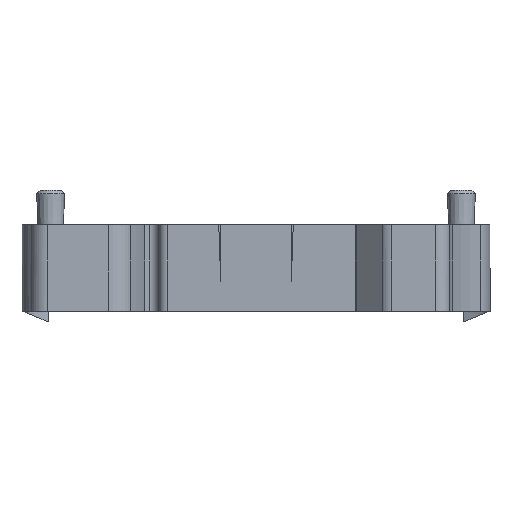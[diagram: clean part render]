
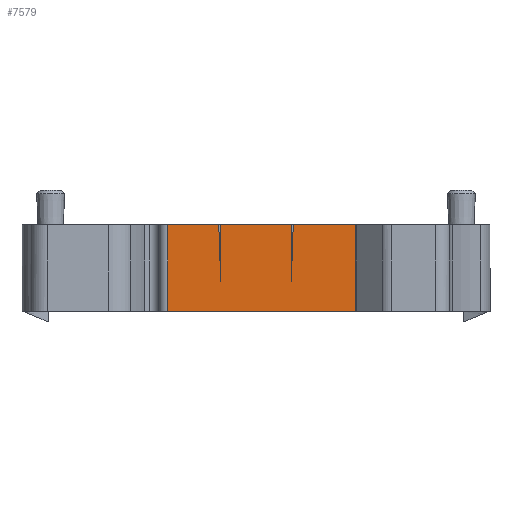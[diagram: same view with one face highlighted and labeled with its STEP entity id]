
A CAD part, front view. The second image highlights one B-rep face of the part: STEP entity #7579.
In plain terms, the highlighted planar face has unit normal (0, -1, 0).
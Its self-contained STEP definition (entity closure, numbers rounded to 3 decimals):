
#89 = ORIENTED_EDGE ( 'NONE', *, *, #7311, .F. ) ;
#455 = EDGE_CURVE ( 'NONE', #17042, #4264, #5837, .T. ) ;
#507 = LINE ( 'NONE', #1918, #11361 ) ;
#728 = LINE ( 'NONE', #3519, #12012 ) ;
#1918 = CARTESIAN_POINT ( 'NONE',  ( 2.037, -1., 1.75 ) ) ;
#2265 = ORIENTED_EDGE ( 'NONE', *, *, #16051, .F. ) ;
#2811 = DIRECTION ( 'NONE',  ( 0., 0., -1. ) ) ;
#3170 = DIRECTION ( 'NONE',  ( 1., 0., 0. ) ) ;
#3288 = VERTEX_POINT ( 'NONE', #7213 ) ;
#3334 = EDGE_CURVE ( 'NONE', #12314, #16056, #14708, .T. ) ;
#3428 = ORIENTED_EDGE ( 'NONE', *, *, #15986, .F. ) ;
#3474 = VECTOR ( 'NONE', #15619, 1000. ) ;
#3519 = CARTESIAN_POINT ( 'NONE',  ( 10.368, -1., 0. ) ) ;
#4110 = EDGE_CURVE ( 'NONE', #4264, #12314, #507, .T. ) ;
#4220 = VERTEX_POINT ( 'NONE', #10672 ) ;
#4264 = VERTEX_POINT ( 'NONE', #17725 ) ;
#4449 = CARTESIAN_POINT ( 'NONE',  ( -5.105, -1., 5. ) ) ;
#4603 = CARTESIAN_POINT ( 'NONE',  ( 6.332, -1., 5. ) ) ;
#5353 = ORIENTED_EDGE ( 'NONE', *, *, #4110, .F. ) ;
#5658 = CARTESIAN_POINT ( 'NONE',  ( 6.332, -1., 0. ) ) ;
#5775 = LINE ( 'NONE', #11256, #13208 ) ;
#5837 = LINE ( 'NONE', #8317, #13271 ) ;
#5955 = DIRECTION ( 'NONE',  ( 0., 0., 1. ) ) ;
#6043 = DIRECTION ( 'NONE',  ( -1., 0., 0. ) ) ;
#6132 = ORIENTED_EDGE ( 'NONE', *, *, #455, .F. ) ;
#6259 = LINE ( 'NONE', #17067, #16587 ) ;
#6469 = LINE ( 'NONE', #8918, #17218 ) ;
#6740 = VERTEX_POINT ( 'NONE', #11203 ) ;
#7213 = CARTESIAN_POINT ( 'NONE',  ( -2.037, -1., 1.75 ) ) ;
#7311 = EDGE_CURVE ( 'NONE', #14328, #15529, #14430, .T. ) ;
#7386 = ORIENTED_EDGE ( 'NONE', *, *, #9165, .F. ) ;
#7390 = PLANE ( 'NONE',  #11217 ) ;
#7579 = ADVANCED_FACE ( 'NONE', ( #11979 ), #7390, .F. ) ;
#7657 = ORIENTED_EDGE ( 'NONE', *, *, #3334, .F. ) ;
#8317 = CARTESIAN_POINT ( 'NONE',  ( 2.037, -1., 5. ) ) ;
#8714 = LINE ( 'NONE', #11616, #16159 ) ;
#8918 = CARTESIAN_POINT ( 'NONE',  ( -2.15, -1., 5. ) ) ;
#9165 = EDGE_CURVE ( 'NONE', #16056, #17015, #5775, .T. ) ;
#9891 = EDGE_CURVE ( 'NONE', #17015, #4220, #728, .T. ) ;
#10622 = EDGE_CURVE ( 'NONE', #4220, #14328, #13950, .T. ) ;
#10672 = CARTESIAN_POINT ( 'NONE',  ( -5.105, -1., 0. ) ) ;
#11067 = DIRECTION ( 'NONE',  ( 1., 0., 0. ) ) ;
#11203 = CARTESIAN_POINT ( 'NONE',  ( -2.037, -1., 5. ) ) ;
#11217 = AXIS2_PLACEMENT_3D ( 'NONE', #4603, #14456, #6043 ) ;
#11256 = CARTESIAN_POINT ( 'NONE',  ( 6.332, -1., 5. ) ) ;
#11361 = VECTOR ( 'NONE', #13192, 1000. ) ;
#11481 = DIRECTION ( 'NONE',  ( 0., 0., 1. ) ) ;
#11616 = CARTESIAN_POINT ( 'NONE',  ( 10.368, -1., 5. ) ) ;
#11737 = CARTESIAN_POINT ( 'NONE',  ( -5.105, -1., 5. ) ) ;
#11774 = DIRECTION ( 'NONE',  ( 0.035, 0., -0.999 ) ) ;
#11845 = EDGE_CURVE ( 'NONE', #6740, #17042, #8714, .T. ) ;
#11979 = FACE_OUTER_BOUND ( 'NONE', #13798, .T. ) ;
#12012 = VECTOR ( 'NONE', #17643, 1000. ) ;
#12314 = VERTEX_POINT ( 'NONE', #17736 ) ;
#13181 = CARTESIAN_POINT ( 'NONE',  ( 6.332, -1., 5. ) ) ;
#13192 = DIRECTION ( 'NONE',  ( 0.035, 0., 0.999 ) ) ;
#13208 = VECTOR ( 'NONE', #16853, 1000. ) ;
#13271 = VECTOR ( 'NONE', #2811, 1000. ) ;
#13798 = EDGE_LOOP ( 'NONE', ( #2265, #89, #17172, #15670, #7386, #7657, #5353, #6132, #15842, #3428 ) ) ;
#13813 = CARTESIAN_POINT ( 'NONE',  ( -2.15, -1., 5. ) ) ;
#13950 = LINE ( 'NONE', #4449, #17642 ) ;
#13989 = VECTOR ( 'NONE', #11067, 1000. ) ;
#14328 = VERTEX_POINT ( 'NONE', #11737 ) ;
#14430 = LINE ( 'NONE', #16728, #13989 ) ;
#14456 = DIRECTION ( 'NONE',  ( 0., 1., 0. ) ) ;
#14708 = LINE ( 'NONE', #15675, #3474 ) ;
#15529 = VERTEX_POINT ( 'NONE', #13813 ) ;
#15619 = DIRECTION ( 'NONE',  ( 1., 0., 0. ) ) ;
#15670 = ORIENTED_EDGE ( 'NONE', *, *, #9891, .F. ) ;
#15675 = CARTESIAN_POINT ( 'NONE',  ( 10.368, -1., 5. ) ) ;
#15842 = ORIENTED_EDGE ( 'NONE', *, *, #11845, .F. ) ;
#15986 = EDGE_CURVE ( 'NONE', #3288, #6740, #6259, .T. ) ;
#16051 = EDGE_CURVE ( 'NONE', #15529, #3288, #6469, .T. ) ;
#16056 = VERTEX_POINT ( 'NONE', #13181 ) ;
#16159 = VECTOR ( 'NONE', #3170, 1000. ) ;
#16587 = VECTOR ( 'NONE', #11481, 1000. ) ;
#16728 = CARTESIAN_POINT ( 'NONE',  ( 10.368, -1., 5. ) ) ;
#16853 = DIRECTION ( 'NONE',  ( 0., 0., -1. ) ) ;
#16937 = CARTESIAN_POINT ( 'NONE',  ( 2.037, -1., 5. ) ) ;
#17015 = VERTEX_POINT ( 'NONE', #5658 ) ;
#17042 = VERTEX_POINT ( 'NONE', #16937 ) ;
#17067 = CARTESIAN_POINT ( 'NONE',  ( -2.037, -1., 5. ) ) ;
#17172 = ORIENTED_EDGE ( 'NONE', *, *, #10622, .F. ) ;
#17218 = VECTOR ( 'NONE', #11774, 1000. ) ;
#17642 = VECTOR ( 'NONE', #5955, 1000. ) ;
#17643 = DIRECTION ( 'NONE',  ( -1., 0., 0. ) ) ;
#17725 = CARTESIAN_POINT ( 'NONE',  ( 2.037, -1., 1.75 ) ) ;
#17736 = CARTESIAN_POINT ( 'NONE',  ( 2.15, -1., 5. ) ) ;
